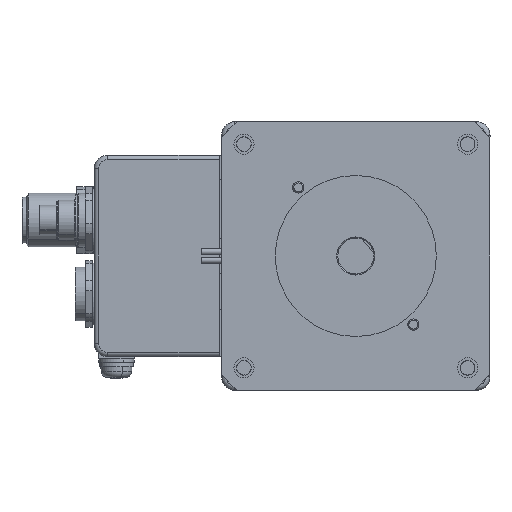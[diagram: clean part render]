
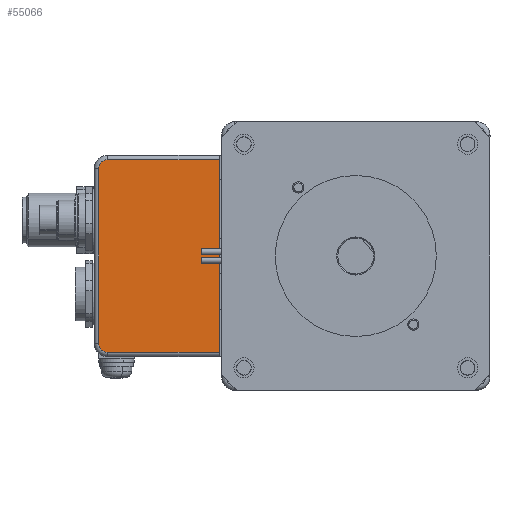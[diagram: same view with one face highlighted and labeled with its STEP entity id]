
A CAD part, left-side view. The second image highlights one B-rep face of the part: STEP entity #55066.
In plain terms, the highlighted planar face has unit normal (-1, 0, 0).
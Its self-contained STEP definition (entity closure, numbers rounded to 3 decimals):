
#6443 = CARTESIAN_POINT ( 'NONE',  ( -47., 85.5, -51.5 ) ) ;
#7832 = CARTESIAN_POINT ( 'NONE',  ( -47., 85.5, -8.5 ) ) ;
#8716 = LINE ( 'NONE', #41243, #21460 ) ;
#9190 = FACE_OUTER_BOUND ( 'NONE', #42055, .T. ) ;
#12167 = EDGE_CURVE ( 'NONE', #27831, #72471, #123378, .T. ) ;
#12315 = EDGE_CURVE ( 'NONE', #121493, #27831, #50875, .T. ) ;
#15730 = CARTESIAN_POINT ( 'NONE',  ( -47., 0., -51.5 ) ) ;
#21460 = VECTOR ( 'NONE', #42515, 1000. ) ;
#27831 = VERTEX_POINT ( 'NONE', #115928 ) ;
#28081 = DIRECTION ( 'NONE',  ( 0., 1., 0. ) ) ;
#30267 = VERTEX_POINT ( 'NONE', #122083 ) ;
#31700 = EDGE_CURVE ( 'NONE', #81893, #121493, #89080, .T. ) ;
#39783 = CARTESIAN_POINT ( 'NONE',  ( -47., 85.5, -49.5 ) ) ;
#40245 = ORIENTED_EDGE ( 'NONE', *, *, #12315, .T. ) ;
#41243 = CARTESIAN_POINT ( 'NONE',  ( -47., 60.5, 0. ) ) ;
#42055 = EDGE_LOOP ( 'NONE', ( #71378, #73784, #56920, #40245, #129701, #78132 ) ) ;
#42515 = DIRECTION ( 'NONE',  ( 0., 0., -1. ) ) ;
#44915 = CARTESIAN_POINT ( 'NONE',  ( -47., 87.5, 0. ) ) ;
#50875 = LINE ( 'NONE', #44915, #76007 ) ;
#51926 = AXIS2_PLACEMENT_3D ( 'NONE', #91041, #102502, #101173 ) ;
#55066 = ADVANCED_FACE ( 'NONE', ( #9190 ), #122094, .F. ) ;
#55379 = AXIS2_PLACEMENT_3D ( 'NONE', #130507, #71473, #82061 ) ;
#55468 = AXIS2_PLACEMENT_3D ( 'NONE', #39783, #80690, #129991 ) ;
#56920 = ORIENTED_EDGE ( 'NONE', *, *, #31700, .T. ) ;
#63149 = VERTEX_POINT ( 'NONE', #80588 ) ;
#66513 = EDGE_CURVE ( 'NONE', #30267, #81893, #111227, .T. ) ;
#68543 = LINE ( 'NONE', #15730, #81062 ) ;
#71378 = ORIENTED_EDGE ( 'NONE', *, *, #129244, .F. ) ;
#71473 = DIRECTION ( 'NONE',  ( 1., 0., 0. ) ) ;
#72471 = VERTEX_POINT ( 'NONE', #6443 ) ;
#73784 = ORIENTED_EDGE ( 'NONE', *, *, #66513, .T. ) ;
#75715 = CARTESIAN_POINT ( 'NONE',  ( -47., 87.5, -10.5 ) ) ;
#76007 = VECTOR ( 'NONE', #123760, 1000. ) ;
#78132 = ORIENTED_EDGE ( 'NONE', *, *, #110736, .T. ) ;
#80588 = CARTESIAN_POINT ( 'NONE',  ( -47., 60.5, -51.5 ) ) ;
#80690 = DIRECTION ( 'NONE',  ( -1., 0., 0. ) ) ;
#81062 = VECTOR ( 'NONE', #116458, 1000. ) ;
#81893 = VERTEX_POINT ( 'NONE', #98811 ) ;
#82061 = DIRECTION ( 'NONE',  ( 0., 0., -1. ) ) ;
#89080 = CIRCLE ( 'NONE', #51926, 2. ) ;
#91041 = CARTESIAN_POINT ( 'NONE',  ( -47., 85.5, -10.5 ) ) ;
#98811 = CARTESIAN_POINT ( 'NONE',  ( -47., 85.5, -8.5 ) ) ;
#101173 = DIRECTION ( 'NONE',  ( 0., 0., -1. ) ) ;
#102502 = DIRECTION ( 'NONE',  ( -1., 0., 0. ) ) ;
#110736 = EDGE_CURVE ( 'NONE', #72471, #63149, #68543, .T. ) ;
#111227 = LINE ( 'NONE', #7832, #123912 ) ;
#115928 = CARTESIAN_POINT ( 'NONE',  ( -47., 87.5, -49.5 ) ) ;
#116458 = DIRECTION ( 'NONE',  ( 0., -1., 0. ) ) ;
#121493 = VERTEX_POINT ( 'NONE', #75715 ) ;
#122083 = CARTESIAN_POINT ( 'NONE',  ( -47., 60.5, -8.5 ) ) ;
#122094 = PLANE ( 'NONE',  #55379 ) ;
#123378 = CIRCLE ( 'NONE', #55468, 2. ) ;
#123760 = DIRECTION ( 'NONE',  ( 0., 0., -1. ) ) ;
#123912 = VECTOR ( 'NONE', #28081, 1000. ) ;
#129244 = EDGE_CURVE ( 'NONE', #30267, #63149, #8716, .T. ) ;
#129701 = ORIENTED_EDGE ( 'NONE', *, *, #12167, .T. ) ;
#129991 = DIRECTION ( 'NONE',  ( 0., 0., -1. ) ) ;
#130507 = CARTESIAN_POINT ( 'NONE',  ( -47., 0., 0. ) ) ;
